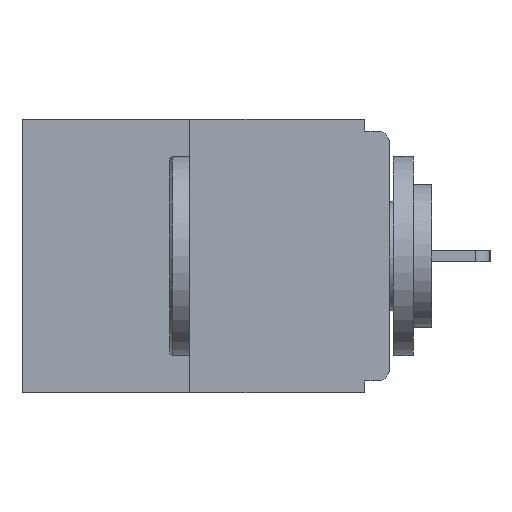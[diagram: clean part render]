
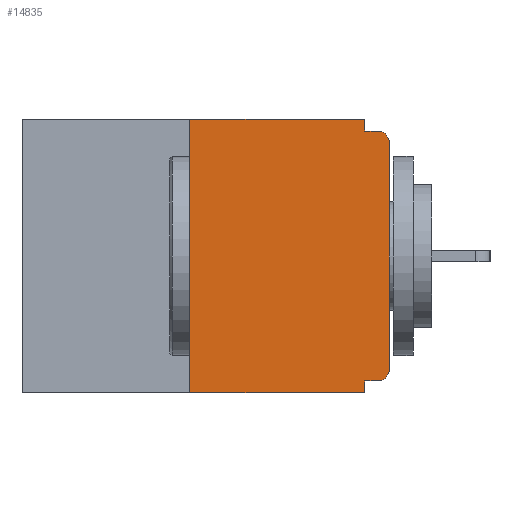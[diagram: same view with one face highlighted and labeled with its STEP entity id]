
A CAD part, left-side view. The second image highlights one B-rep face of the part: STEP entity #14835.
In plain terms, the highlighted planar face has unit normal (-1, 0, 0).
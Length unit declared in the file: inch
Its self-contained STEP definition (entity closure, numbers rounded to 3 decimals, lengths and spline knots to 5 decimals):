
#331 = LINE ( 'NONE', #20863, #2129 ) ;
#467 = CARTESIAN_POINT ( 'NONE',  ( 0., 0.015, -0.313 ) ) ;
#844 = EDGE_CURVE ( 'NONE', #15447, #15967, #15131, .T. ) ;
#887 = LINE ( 'NONE', #23173, #19900 ) ;
#1008 = DIRECTION ( 'NONE',  ( 0., -1., 0. ) ) ;
#1532 = EDGE_CURVE ( 'NONE', #22543, #13288, #8640, .T. ) ;
#2129 = VECTOR ( 'NONE', #1008, 39.37008 ) ;
#2546 = VECTOR ( 'NONE', #3113, 39.37008 ) ;
#2978 = AXIS2_PLACEMENT_3D ( 'NONE', #14676, #15486, #4612 ) ;
#3066 = EDGE_CURVE ( 'NONE', #9923, #13288, #331, .T. ) ;
#3113 = DIRECTION ( 'NONE',  ( 0., 0., 1. ) ) ;
#4005 = VERTEX_POINT ( 'NONE', #18929 ) ;
#4183 = CARTESIAN_POINT ( 'NONE',  ( 0., 0., -0.328 ) ) ;
#4547 = ORIENTED_EDGE ( 'NONE', *, *, #13130, .T. ) ;
#4612 = DIRECTION ( 'NONE',  ( 0., 0., -1. ) ) ;
#4676 = CARTESIAN_POINT ( 'NONE',  ( 0., 0., -0.03 ) ) ;
#5474 = ORIENTED_EDGE ( 'NONE', *, *, #17758, .T. ) ;
#5666 = CARTESIAN_POINT ( 'NONE',  ( 0., 0., 0. ) ) ;
#6505 = PLANE ( 'NONE',  #2978 ) ;
#6788 = DIRECTION ( 'NONE',  ( 0., 0., -1. ) ) ;
#6839 = DIRECTION ( 'NONE',  ( 0., -1., 0. ) ) ;
#7666 = VECTOR ( 'NONE', #23951, 39.37008 ) ;
#7932 = CARTESIAN_POINT ( 'NONE',  ( 0., 0.031, 0. ) ) ;
#8188 = DIRECTION ( 'NONE',  ( 0., 0., -1. ) ) ;
#8198 = EDGE_LOOP ( 'NONE', ( #11307, #14327, #5474, #18510, #26213, #24799, #4547, #22410, #21158, #19857 ) ) ;
#8517 = FACE_OUTER_BOUND ( 'NONE', #8198, .T. ) ;
#8640 = CIRCLE ( 'NONE', #24503, 0.015 ) ;
#8967 = VECTOR ( 'NONE', #8188, 39.37008 ) ;
#9168 = DIRECTION ( 'NONE',  ( -1., 0., 0. ) ) ;
#9860 = CARTESIAN_POINT ( 'NONE',  ( 0., 0.25, 0. ) ) ;
#9923 = VERTEX_POINT ( 'NONE', #25841 ) ;
#10989 = EDGE_CURVE ( 'NONE', #15500, #4005, #11579, .T. ) ;
#11111 = VERTEX_POINT ( 'NONE', #13477 ) ;
#11307 = ORIENTED_EDGE ( 'NONE', *, *, #844, .F. ) ;
#11579 = CIRCLE ( 'NONE', #17981, 0.015 ) ;
#12867 = EDGE_CURVE ( 'NONE', #15500, #23580, #16370, .T. ) ;
#12915 = DIRECTION ( 'NONE',  ( 0., 0., -1. ) ) ;
#12946 = DIRECTION ( 'NONE',  ( 0., 0., -1. ) ) ;
#13058 = CARTESIAN_POINT ( 'NONE',  ( 0., 0.031, -0.328 ) ) ;
#13130 = EDGE_CURVE ( 'NONE', #4005, #22543, #23772, .T. ) ;
#13288 = VERTEX_POINT ( 'NONE', #18110 ) ;
#13305 = EDGE_CURVE ( 'NONE', #15967, #9923, #22678, .T. ) ;
#13477 = CARTESIAN_POINT ( 'NONE',  ( 0., 0.25, -0.343 ) ) ;
#13717 = CARTESIAN_POINT ( 'NONE',  ( 0., 0.25, 0. ) ) ;
#13991 = EDGE_CURVE ( 'NONE', #11111, #15447, #15743, .T. ) ;
#14327 = ORIENTED_EDGE ( 'NONE', *, *, #13991, .F. ) ;
#14676 = CARTESIAN_POINT ( 'NONE',  ( 0., 0.46, 0. ) ) ;
#14835 = ADVANCED_FACE ( 'NONE', ( #8517 ), #6505, .F. ) ;
#15017 = VECTOR ( 'NONE', #15254, 39.37008 ) ;
#15131 = LINE ( 'NONE', #23332, #15017 ) ;
#15254 = DIRECTION ( 'NONE',  ( 0., -1., 0. ) ) ;
#15447 = VERTEX_POINT ( 'NONE', #13717 ) ;
#15486 = DIRECTION ( 'NONE',  ( 1., 0., 0. ) ) ;
#15500 = VERTEX_POINT ( 'NONE', #22441 ) ;
#15743 = LINE ( 'NONE', #9860, #7666 ) ;
#15967 = VERTEX_POINT ( 'NONE', #18092 ) ;
#16370 = LINE ( 'NONE', #4183, #17050 ) ;
#17050 = VECTOR ( 'NONE', #18264, 39.37008 ) ;
#17758 = EDGE_CURVE ( 'NONE', #11111, #24199, #22476, .T. ) ;
#17981 = AXIS2_PLACEMENT_3D ( 'NONE', #467, #23156, #12946 ) ;
#18092 = CARTESIAN_POINT ( 'NONE',  ( 0., 0.031, 0. ) ) ;
#18110 = CARTESIAN_POINT ( 'NONE',  ( 0., 0.015, -0.015 ) ) ;
#18264 = DIRECTION ( 'NONE',  ( 0., 1., 0. ) ) ;
#18510 = ORIENTED_EDGE ( 'NONE', *, *, #23138, .F. ) ;
#18929 = CARTESIAN_POINT ( 'NONE',  ( 0., 0., -0.313 ) ) ;
#19857 = ORIENTED_EDGE ( 'NONE', *, *, #13305, .F. ) ;
#19900 = VECTOR ( 'NONE', #6788, 39.37008 ) ;
#20863 = CARTESIAN_POINT ( 'NONE',  ( 0., 0., -0.015 ) ) ;
#21158 = ORIENTED_EDGE ( 'NONE', *, *, #3066, .F. ) ;
#22348 = CARTESIAN_POINT ( 'NONE',  ( 0., 0.46, -0.343 ) ) ;
#22410 = ORIENTED_EDGE ( 'NONE', *, *, #1532, .T. ) ;
#22441 = CARTESIAN_POINT ( 'NONE',  ( 0., 0.015, -0.328 ) ) ;
#22476 = LINE ( 'NONE', #22348, #22623 ) ;
#22543 = VERTEX_POINT ( 'NONE', #4676 ) ;
#22623 = VECTOR ( 'NONE', #6839, 39.37008 ) ;
#22678 = LINE ( 'NONE', #7932, #8967 ) ;
#23138 = EDGE_CURVE ( 'NONE', #23580, #24199, #887, .T. ) ;
#23156 = DIRECTION ( 'NONE',  ( -1., 0., 0. ) ) ;
#23173 = CARTESIAN_POINT ( 'NONE',  ( 0., 0.031, -0.343 ) ) ;
#23179 = CARTESIAN_POINT ( 'NONE',  ( 0., 0.031, -0.343 ) ) ;
#23332 = CARTESIAN_POINT ( 'NONE',  ( 0., 0.46, 0. ) ) ;
#23580 = VERTEX_POINT ( 'NONE', #13058 ) ;
#23772 = LINE ( 'NONE', #5666, #2546 ) ;
#23793 = CARTESIAN_POINT ( 'NONE',  ( 0., 0.015, -0.03 ) ) ;
#23951 = DIRECTION ( 'NONE',  ( 0., 0., 1. ) ) ;
#24199 = VERTEX_POINT ( 'NONE', #23179 ) ;
#24503 = AXIS2_PLACEMENT_3D ( 'NONE', #23793, #9168, #12915 ) ;
#24799 = ORIENTED_EDGE ( 'NONE', *, *, #10989, .T. ) ;
#25841 = CARTESIAN_POINT ( 'NONE',  ( 0., 0.031, -0.015 ) ) ;
#26213 = ORIENTED_EDGE ( 'NONE', *, *, #12867, .F. ) ;
